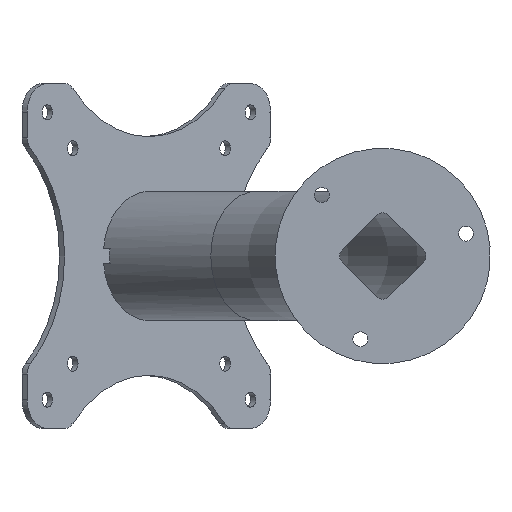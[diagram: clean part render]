
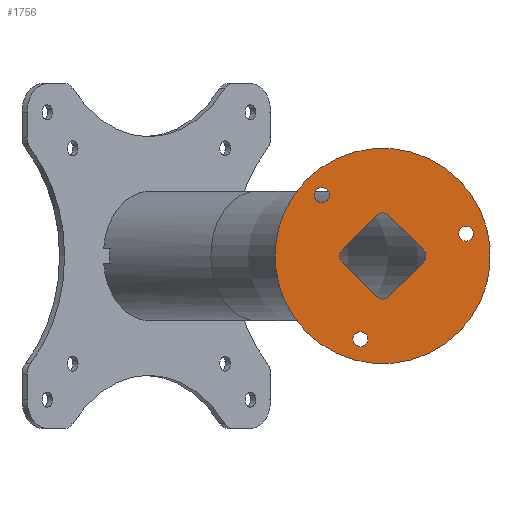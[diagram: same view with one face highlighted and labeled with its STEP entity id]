
A CAD part, front view. The second image highlights one B-rep face of the part: STEP entity #1756.
In plain terms, the highlighted planar face has unit normal (0, -1, 0).
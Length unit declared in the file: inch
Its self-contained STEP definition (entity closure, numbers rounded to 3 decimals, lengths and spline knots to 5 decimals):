
#76=FACE_BOUND('',#469,.T.);
#77=FACE_BOUND('',#470,.T.);
#78=FACE_BOUND('',#471,.T.);
#79=FACE_BOUND('',#472,.T.);
#113=LINE('',#2686,#245);
#115=LINE('',#2691,#247);
#119=LINE('',#2698,#251);
#121=LINE('',#2703,#253);
#245=VECTOR('',#2113,39.37008);
#247=VECTOR('',#2117,39.37008);
#251=VECTOR('',#2123,39.37008);
#253=VECTOR('',#2127,0.3937);
#380=FACE_OUTER_BOUND('',#468,.T.);
#468=EDGE_LOOP('',(#1248,#1249));
#469=EDGE_LOOP('',(#1250,#1251,#1252,#1253,#1254,#1255,#1256,#1257));
#470=EDGE_LOOP('',(#1258,#1259));
#471=EDGE_LOOP('',(#1260,#1261));
#472=EDGE_LOOP('',(#1262,#1263));
#590=CIRCLE('',#1879,0.10236);
#591=CIRCLE('',#1880,0.10236);
#592=CIRCLE('',#1882,0.10236);
#593=CIRCLE('',#1883,0.10236);
#594=CIRCLE('',#1885,0.10236);
#595=CIRCLE('',#1886,0.10236);
#596=CIRCLE('',#1888,1.47638);
#597=CIRCLE('',#1889,1.47638);
#598=CIRCLE('',#1891,0.11811);
#599=CIRCLE('',#1892,0.11811);
#600=CIRCLE('',#1893,0.11811);
#601=CIRCLE('',#1894,0.11811);
#726=VERTEX_POINT('',#2683);
#727=VERTEX_POINT('',#2685);
#728=VERTEX_POINT('',#2689);
#729=VERTEX_POINT('',#2690);
#730=VERTEX_POINT('',#2695);
#731=VERTEX_POINT('',#2697);
#732=VERTEX_POINT('',#2701);
#733=VERTEX_POINT('',#2702);
#740=VERTEX_POINT('',#2725);
#741=VERTEX_POINT('',#2726);
#742=VERTEX_POINT('',#2731);
#743=VERTEX_POINT('',#2732);
#744=VERTEX_POINT('',#2737);
#745=VERTEX_POINT('',#2738);
#746=VERTEX_POINT('',#2743);
#747=VERTEX_POINT('',#2745);
#918=EDGE_CURVE('',#726,#727,#113,.T.);
#920=EDGE_CURVE('',#728,#729,#115,.T.);
#924=EDGE_CURVE('',#730,#731,#119,.T.);
#926=EDGE_CURVE('',#732,#733,#121,.T.);
#938=EDGE_CURVE('',#740,#741,#590,.T.);
#939=EDGE_CURVE('',#741,#740,#591,.T.);
#941=EDGE_CURVE('',#742,#743,#592,.T.);
#942=EDGE_CURVE('',#743,#742,#593,.T.);
#944=EDGE_CURVE('',#744,#745,#594,.T.);
#945=EDGE_CURVE('',#745,#744,#595,.T.);
#948=EDGE_CURVE('',#746,#747,#596,.T.);
#949=EDGE_CURVE('',#747,#746,#597,.T.);
#950=EDGE_CURVE('',#726,#733,#598,.T.);
#951=EDGE_CURVE('',#732,#731,#599,.T.);
#952=EDGE_CURVE('',#730,#729,#600,.T.);
#953=EDGE_CURVE('',#728,#727,#601,.T.);
#1248=ORIENTED_EDGE('',*,*,#949,.F.);
#1249=ORIENTED_EDGE('',*,*,#948,.F.);
#1250=ORIENTED_EDGE('',*,*,#918,.F.);
#1251=ORIENTED_EDGE('',*,*,#950,.T.);
#1252=ORIENTED_EDGE('',*,*,#926,.F.);
#1253=ORIENTED_EDGE('',*,*,#951,.T.);
#1254=ORIENTED_EDGE('',*,*,#924,.F.);
#1255=ORIENTED_EDGE('',*,*,#952,.T.);
#1256=ORIENTED_EDGE('',*,*,#920,.F.);
#1257=ORIENTED_EDGE('',*,*,#953,.T.);
#1258=ORIENTED_EDGE('',*,*,#938,.T.);
#1259=ORIENTED_EDGE('',*,*,#939,.T.);
#1260=ORIENTED_EDGE('',*,*,#941,.T.);
#1261=ORIENTED_EDGE('',*,*,#942,.T.);
#1262=ORIENTED_EDGE('',*,*,#944,.T.);
#1263=ORIENTED_EDGE('',*,*,#945,.T.);
#1715=PLANE('',#1890);
#1756=ADVANCED_FACE('',(#380,#76,#77,#78,#79),#1715,.F.);
#1879=AXIS2_PLACEMENT_3D('',#2727,#2153,#2154);
#1880=AXIS2_PLACEMENT_3D('',#2728,#2155,#2156);
#1882=AXIS2_PLACEMENT_3D('',#2733,#2160,#2161);
#1883=AXIS2_PLACEMENT_3D('',#2734,#2162,#2163);
#1885=AXIS2_PLACEMENT_3D('',#2739,#2167,#2168);
#1886=AXIS2_PLACEMENT_3D('',#2740,#2169,#2170);
#1888=AXIS2_PLACEMENT_3D('',#2746,#2175,#2176);
#1889=AXIS2_PLACEMENT_3D('',#2747,#2177,#2178);
#1890=AXIS2_PLACEMENT_3D('',#2748,#2179,#2180);
#1891=AXIS2_PLACEMENT_3D('',#2749,#2181,#2182);
#1892=AXIS2_PLACEMENT_3D('',#2750,#2183,#2184);
#1893=AXIS2_PLACEMENT_3D('',#2751,#2185,#2186);
#1894=AXIS2_PLACEMENT_3D('',#2752,#2187,#2188);
#2113=DIRECTION('',(-0.707,0.,0.707));
#2117=DIRECTION('',(-0.707,0.,-0.707));
#2123=DIRECTION('',(0.707,0.,-0.707));
#2127=DIRECTION('',(0.707,0.,0.707));
#2153=DIRECTION('center_axis',(0.,1.,0.));
#2154=DIRECTION('ref_axis',(0.707,0.,-0.707));
#2155=DIRECTION('center_axis',(0.,1.,0.));
#2156=DIRECTION('ref_axis',(0.707,0.,-0.707));
#2160=DIRECTION('center_axis',(0.,1.,0.));
#2161=DIRECTION('ref_axis',(0.707,0.,-0.707));
#2162=DIRECTION('center_axis',(0.,1.,0.));
#2163=DIRECTION('ref_axis',(0.707,0.,-0.707));
#2167=DIRECTION('center_axis',(0.,1.,0.));
#2168=DIRECTION('ref_axis',(0.707,0.,-0.707));
#2169=DIRECTION('center_axis',(0.,1.,0.));
#2170=DIRECTION('ref_axis',(0.707,0.,-0.707));
#2175=DIRECTION('center_axis',(0.,1.,0.));
#2176=DIRECTION('ref_axis',(0.707,0.,-0.707));
#2177=DIRECTION('center_axis',(0.,1.,0.));
#2178=DIRECTION('ref_axis',(0.707,0.,-0.707));
#2179=DIRECTION('center_axis',(0.,1.,0.));
#2180=DIRECTION('ref_axis',(0.707,0.,-0.707));
#2181=DIRECTION('center_axis',(0.,1.,0.));
#2182=DIRECTION('ref_axis',(0.707,0.,-0.707));
#2183=DIRECTION('center_axis',(0.,1.,0.));
#2184=DIRECTION('ref_axis',(0.707,0.,-0.707));
#2185=DIRECTION('center_axis',(0.,1.,0.));
#2186=DIRECTION('ref_axis',(0.707,0.,-0.707));
#2187=DIRECTION('center_axis',(0.,1.,0.));
#2188=DIRECTION('ref_axis',(0.707,0.,-0.707));
#2683=CARTESIAN_POINT('',(3.49255,-6.19923,9.93573));
#2685=CARTESIAN_POINT('',(3.01929,-6.19923,10.40899));
#2686=CARTESIAN_POINT('',(3.57607,-6.19923,9.85221));
#2689=CARTESIAN_POINT('',(2.85226,-6.19923,10.40899));
#2690=CARTESIAN_POINT('',(2.379,-6.19923,9.93573));
#2691=CARTESIAN_POINT('',(2.93578,-6.19923,10.4925));
#2695=CARTESIAN_POINT('',(2.379,-6.19923,9.76869));
#2697=CARTESIAN_POINT('',(2.85226,-6.19923,9.29543));
#2698=CARTESIAN_POINT('',(2.29548,-6.19923,9.85221));
#2701=CARTESIAN_POINT('',(3.01929,-6.19923,9.29543));
#2702=CARTESIAN_POINT('',(3.49255,-6.19923,9.76869));
#2703=CARTESIAN_POINT('',(3.03495,-6.19923,9.31109));
#2725=CARTESIAN_POINT('',(2.70247,-6.19923,8.63897));
#2726=CARTESIAN_POINT('',(2.5577,-6.19923,8.78373));
#2727=CARTESIAN_POINT('Origin',(2.63009,-6.19923,8.71135));
#2728=CARTESIAN_POINT('Origin',(2.63009,-6.19923,8.71135));
#2731=CARTESIAN_POINT('',(4.14902,-6.19923,10.08552));
#2732=CARTESIAN_POINT('',(4.00425,-6.19923,10.23028));
#2733=CARTESIAN_POINT('Origin',(4.07664,-6.19923,10.1579));
#2734=CARTESIAN_POINT('Origin',(4.07664,-6.19923,10.1579));
#2737=CARTESIAN_POINT('',(2.17299,-6.19923,10.61499));
#2738=CARTESIAN_POINT('',(2.02823,-6.19923,10.75976));
#2739=CARTESIAN_POINT('Origin',(2.10061,-6.19923,10.68737));
#2740=CARTESIAN_POINT('Origin',(2.10061,-6.19923,10.68737));
#2743=CARTESIAN_POINT('',(1.89182,-6.19923,10.89617));
#2745=CARTESIAN_POINT('',(3.97973,-6.19923,8.80825));
#2746=CARTESIAN_POINT('Origin',(2.93578,-6.19923,9.85221));
#2747=CARTESIAN_POINT('Origin',(2.93578,-6.19923,9.85221));
#2748=CARTESIAN_POINT('Origin',(2.93578,-6.19923,9.85221));
#2749=CARTESIAN_POINT('Origin',(3.40904,-6.19923,9.85221));
#2750=CARTESIAN_POINT('Origin',(2.93578,-6.19923,9.37895));
#2751=CARTESIAN_POINT('Origin',(2.46252,-6.19923,9.85221));
#2752=CARTESIAN_POINT('Origin',(2.93578,-6.19923,10.32547));
